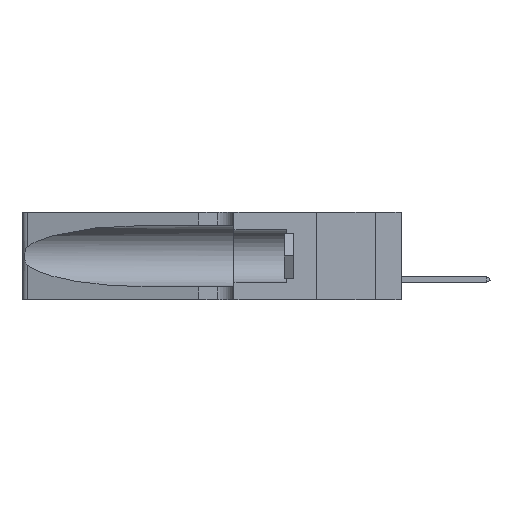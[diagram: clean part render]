
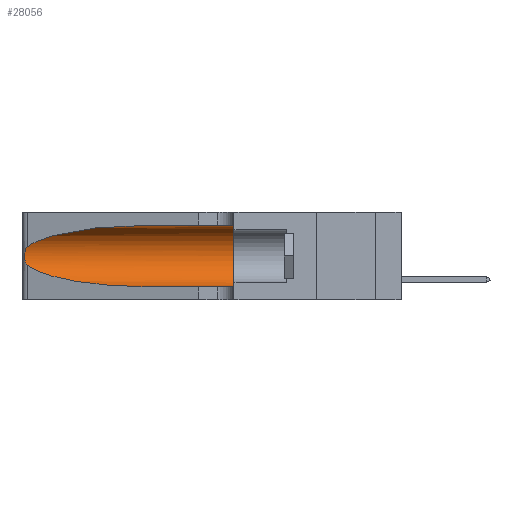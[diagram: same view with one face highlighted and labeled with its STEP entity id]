
A CAD part, left-side view. The second image highlights one B-rep face of the part: STEP entity #28056.
In plain terms, the highlighted cylindrical face has radius 3.308 mm (diameter 6.617 mm), a partial arc.
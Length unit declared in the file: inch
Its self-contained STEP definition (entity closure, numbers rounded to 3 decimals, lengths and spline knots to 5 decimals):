
#1102 = CARTESIAN_POINT ( 'NONE',  ( 0.1305, 0.72297, 0.05475 ) ) ;
#1558 = CARTESIAN_POINT ( 'NONE',  ( 0.26075, 1.23896, 0.178 ) ) ;
#1841 = CARTESIAN_POINT ( 'NONE',  ( 0.2373, 1.15595, 0.28018 ) ) ;
#2160 = EDGE_CURVE ( 'NONE', #24340, #26736, #16722, .T. ) ;
#3237 = DIRECTION ( 'NONE',  ( 0., 0., -1. ) ) ;
#5987 = CARTESIAN_POINT ( 'NONE',  ( 0.25639, 1.23186, 0.15144 ) ) ;
#6161 = CARTESIAN_POINT ( 'NONE',  ( 0.26075, 1.23896, 0.19203 ) ) ;
#7121 = ORIENTED_EDGE ( 'NONE', *, *, #38248, .T. ) ;
#7577 = CIRCLE ( 'NONE', #15994, 0.13025 ) ;
#9031 = CARTESIAN_POINT ( 'NONE',  ( 0.1305, 0.35, 0.05475 ) ) ;
#9295 = CARTESIAN_POINT ( 'NONE',  ( 0.25555, 1.22993, 0.14849 ) ) ;
#9440 = EDGE_CURVE ( 'NONE', #47925, #23019, #11791, .T. ) ;
#10005 = CARTESIAN_POINT ( 'NONE',  ( 0.26018, 1.23835, 0.19895 ) ) ;
#10188 = ORIENTED_EDGE ( 'NONE', *, *, #9440, .T. ) ;
#10334 = ORIENTED_EDGE ( 'NONE', *, *, #18998, .F. ) ;
#10425 = DIRECTION ( 'NONE',  ( 0., 0., 1. ) ) ;
#10459 = VECTOR ( 'NONE', #49414, 39.37008 ) ;
#11791 = B_SPLINE_CURVE_WITH_KNOTS ( 'NONE', 3,
 ( #50019, #41608, #17657, #29879, #21658, #10005, #6161, #1558, #17300, #21298, #45450, #5987, #9295, #45285 ),
 .UNSPECIFIED., .F., .F.,
 ( 4, 2, 2, 2, 2, 2, 4 ),
 ( 0., 0.00027, 0.00053, 0.00107, 0.0016, 0.00187, 0.00214 ),
 .UNSPECIFIED. ) ;
#12053 = VERTEX_POINT ( 'NONE', #1102 ) ;
#12294 = LINE ( 'NONE', #45214, #10459 ) ;
#15994 = AXIS2_PLACEMENT_3D ( 'NONE', #16210, #29222, #10425 ) ;
#16210 = CARTESIAN_POINT ( 'NONE',  ( 0.1305, 0.35, 0.185 ) ) ;
#16722 = LINE ( 'NONE', #20779, #17995 ) ;
#17300 = CARTESIAN_POINT ( 'NONE',  ( 0.26017, 1.23833, 0.17102 ) ) ;
#17338 = CARTESIAN_POINT ( 'NONE',  ( 0.1305, 0.72297, 0.31525 ) ) ;
#17657 = CARTESIAN_POINT ( 'NONE',  ( 0.25639, 1.23184, 0.21858 ) ) ;
#17995 = VECTOR ( 'NONE', #32817, 39.37008 ) ;
#18998 = EDGE_CURVE ( 'NONE', #26736, #29175, #7577, .T. ) ;
#20779 = CARTESIAN_POINT ( 'NONE',  ( 0.1305, 1.61858, 0.31525 ) ) ;
#21298 = CARTESIAN_POINT ( 'NONE',  ( 0.25856, 1.23593, 0.16098 ) ) ;
#21658 = CARTESIAN_POINT ( 'NONE',  ( 0.25854, 1.2359, 0.20912 ) ) ;
#21758 = ORIENTED_EDGE ( 'NONE', *, *, #2160, .F. ) ;
#22672 = CARTESIAN_POINT ( 'NONE',  ( 0.18966, 0.96281, 0.05475 ) ) ;
#23019 = VERTEX_POINT ( 'NONE', #25300 ) ;
#24340 = VERTEX_POINT ( 'NONE', #17338 ) ;
#24388 = ORIENTED_EDGE ( 'NONE', *, *, #38354, .T. ) ;
#25300 = CARTESIAN_POINT ( 'NONE',  ( 0.25487, 1.22718, 0.14631 ) ) ;
#25440 =( BOUNDED_CURVE ( )  B_SPLINE_CURVE ( 3, ( #42240, #46248, #22672, #47316 ),
 .UNSPECIFIED., .F., .F. ) 
 B_SPLINE_CURVE_WITH_KNOTS ( ( 4, 4 ),
 ( 3.44316, 4.71239 ),
 .UNSPECIFIED. ) 
 CURVE ( )  GEOMETRIC_REPRESENTATION_ITEM ( )  RATIONAL_B_SPLINE_CURVE ( ( 1., 0.87, 0.87, 1. ) ) 
 REPRESENTATION_ITEM ( '' )  );
#25611 = EDGE_LOOP ( 'NONE', ( #7121, #10188, #33187, #24388, #10334, #21758 ) ) ;
#26736 = VERTEX_POINT ( 'NONE', #37297 ) ;
#27666 = CARTESIAN_POINT ( 'NONE',  ( 0.1305, 1.61858, 0.185 ) ) ;
#27951 = AXIS2_PLACEMENT_3D ( 'NONE', #27666, #35356, #3237 ) ;
#28056 = ADVANCED_FACE ( 'NONE', ( #29796 ), #43646, .F. ) ;
#29175 = VERTEX_POINT ( 'NONE', #9031 ) ;
#29222 = DIRECTION ( 'NONE',  ( 0., 1., 0. ) ) ;
#29324 =( BOUNDED_CURVE ( )  B_SPLINE_CURVE ( 3, ( #33983, #45382, #1841, #37473 ),
 .UNSPECIFIED., .F., .T. ) 
 B_SPLINE_CURVE_WITH_KNOTS ( ( 4, 4 ),
 ( 1.5708, 2.84003 ),
 .UNSPECIFIED. ) 
 CURVE ( )  GEOMETRIC_REPRESENTATION_ITEM ( )  RATIONAL_B_SPLINE_CURVE ( ( 1., 0.87, 0.87, 1. ) ) 
 REPRESENTATION_ITEM ( '' )  );
#29796 = FACE_OUTER_BOUND ( 'NONE', #25611, .T. ) ;
#29879 = CARTESIAN_POINT ( 'NONE',  ( 0.25787, 1.23484, 0.2124 ) ) ;
#32817 = DIRECTION ( 'NONE',  ( 0., -1., 0. ) ) ;
#33187 = ORIENTED_EDGE ( 'NONE', *, *, #50077, .T. ) ;
#33983 = CARTESIAN_POINT ( 'NONE',  ( 0.1305, 0.72297, 0.31525 ) ) ;
#35356 = DIRECTION ( 'NONE',  ( 0., -1., 0. ) ) ;
#37297 = CARTESIAN_POINT ( 'NONE',  ( 0.1305, 0.35, 0.31525 ) ) ;
#37473 = CARTESIAN_POINT ( 'NONE',  ( 0.25487, 1.22718, 0.22369 ) ) ;
#38248 = EDGE_CURVE ( 'NONE', #24340, #47925, #29324, .T. ) ;
#38354 = EDGE_CURVE ( 'NONE', #12053, #29175, #12294, .T. ) ;
#41608 = CARTESIAN_POINT ( 'NONE',  ( 0.25555, 1.22994, 0.2215 ) ) ;
#42240 = CARTESIAN_POINT ( 'NONE',  ( 0.25487, 1.22718, 0.14631 ) ) ;
#43646 = CYLINDRICAL_SURFACE ( 'NONE', #27951, 0.13025 ) ;
#45214 = CARTESIAN_POINT ( 'NONE',  ( 0.1305, 1.61858, 0.05475 ) ) ;
#45285 = CARTESIAN_POINT ( 'NONE',  ( 0.25487, 1.22718, 0.14631 ) ) ;
#45382 = CARTESIAN_POINT ( 'NONE',  ( 0.18966, 0.96281, 0.31525 ) ) ;
#45450 = CARTESIAN_POINT ( 'NONE',  ( 0.25789, 1.23486, 0.15765 ) ) ;
#46248 = CARTESIAN_POINT ( 'NONE',  ( 0.2373, 1.15595, 0.08982 ) ) ;
#47316 = CARTESIAN_POINT ( 'NONE',  ( 0.1305, 0.72297, 0.05475 ) ) ;
#47624 = CARTESIAN_POINT ( 'NONE',  ( 0.25487, 1.22718, 0.22369 ) ) ;
#47925 = VERTEX_POINT ( 'NONE', #47624 ) ;
#49414 = DIRECTION ( 'NONE',  ( 0., -1., 0. ) ) ;
#50019 = CARTESIAN_POINT ( 'NONE',  ( 0.25487, 1.22718, 0.22369 ) ) ;
#50077 = EDGE_CURVE ( 'NONE', #23019, #12053, #25440, .T. ) ;
